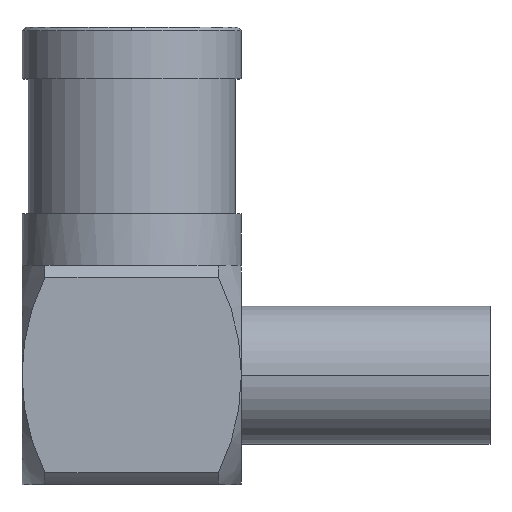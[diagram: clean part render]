
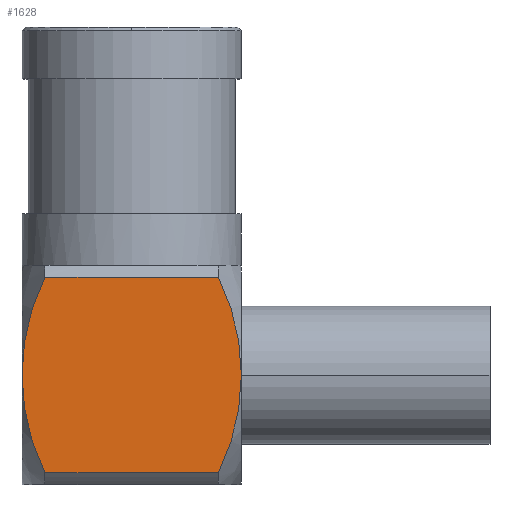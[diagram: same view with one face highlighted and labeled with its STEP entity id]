
A CAD part, top view. The second image highlights one B-rep face of the part: STEP entity #1628.
In plain terms, the highlighted planar face has unit normal (0, 0, 1).
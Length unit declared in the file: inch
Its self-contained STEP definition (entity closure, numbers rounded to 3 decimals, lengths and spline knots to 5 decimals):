
#9 = EDGE_LOOP ( 'NONE', ( #2818, #3827, #802, #2721, #2588, #1594 ) ) ;
#26 = AXIS2_PLACEMENT_3D ( 'NONE', #3074, #2687, #2193 ) ;
#227 = EDGE_CURVE ( 'NONE', #4276, #5802, #1077, .T. ) ;
#394 = LINE ( 'NONE', #2367, #5119 ) ;
#486 = AXIS2_PLACEMENT_3D ( 'NONE', #6085, #5480, #530 ) ;
#530 = DIRECTION ( 'NONE',  ( -1., 0., 0. ) ) ;
#745 = EDGE_CURVE ( 'NONE', #5802, #5445, #3807, .T. ) ;
#802 = ORIENTED_EDGE ( 'NONE', *, *, #1651, .T. ) ;
#1077 = CIRCLE ( 'NONE', #2744, 0.25 ) ;
#1291 = DIRECTION ( 'NONE',  ( 0., 0., 1. ) ) ;
#1379 = FACE_OUTER_BOUND ( 'NONE', #9, .T. ) ;
#1400 = VERTEX_POINT ( 'NONE', #3755 ) ;
#1413 = CARTESIAN_POINT ( 'NONE',  ( 0.09889, 0.11123, 0.125 ) ) ;
#1590 = VERTEX_POINT ( 'NONE', #5968 ) ;
#1594 = ORIENTED_EDGE ( 'NONE', *, *, #4769, .F. ) ;
#1628 = ADVANCED_FACE ( 'NONE', ( #1379 ), #3365, .T. ) ;
#1651 = EDGE_CURVE ( 'NONE', #3129, #4276, #5874, .T. ) ;
#1871 = DIRECTION ( 'NONE',  ( -0.896, 0.445, 0. ) ) ;
#1992 = CIRCLE ( 'NONE', #26, 0.25 ) ;
#2193 = DIRECTION ( 'NONE',  ( 1., 0., 0. ) ) ;
#2259 = CARTESIAN_POINT ( 'NONE',  ( 0.125, 0., 0.125 ) ) ;
#2367 = CARTESIAN_POINT ( 'NONE',  ( 0.09889, -0.11123, 0.125 ) ) ;
#2383 = DIRECTION ( 'NONE',  ( 0., 0., 1. ) ) ;
#2533 = CARTESIAN_POINT ( 'NONE',  ( -0.125, 0., 0.125 ) ) ;
#2588 = ORIENTED_EDGE ( 'NONE', *, *, #745, .T. ) ;
#2687 = DIRECTION ( 'NONE',  ( 0., 0., 1. ) ) ;
#2721 = ORIENTED_EDGE ( 'NONE', *, *, #227, .T. ) ;
#2744 = AXIS2_PLACEMENT_3D ( 'NONE', #2259, #1291, #1871 ) ;
#2818 = ORIENTED_EDGE ( 'NONE', *, *, #4223, .T. ) ;
#2874 = CARTESIAN_POINT ( 'NONE',  ( 0., 0., 0.125 ) ) ;
#3074 = CARTESIAN_POINT ( 'NONE',  ( -0.125, 0., 0.125 ) ) ;
#3129 = VERTEX_POINT ( 'NONE', #5698 ) ;
#3153 = CARTESIAN_POINT ( 'NONE',  ( -0.09889, 0.11123, 0.125 ) ) ;
#3186 = AXIS2_PLACEMENT_3D ( 'NONE', #2874, #2383, #4380 ) ;
#3365 = PLANE ( 'NONE',  #3186 ) ;
#3401 = DIRECTION ( 'NONE',  ( -1., 0., 0. ) ) ;
#3537 = AXIS2_PLACEMENT_3D ( 'NONE', #2533, #5010, #4528 ) ;
#3721 = CARTESIAN_POINT ( 'NONE',  ( -0.125, 0., 0.125 ) ) ;
#3755 = CARTESIAN_POINT ( 'NONE',  ( 0.09889, -0.11123, 0.125 ) ) ;
#3769 = DIRECTION ( 'NONE',  ( -1., 0., 0. ) ) ;
#3807 = CIRCLE ( 'NONE', #486, 0.25 ) ;
#3827 = ORIENTED_EDGE ( 'NONE', *, *, #4552, .T. ) ;
#4014 = VECTOR ( 'NONE', #3401, 39.37008 ) ;
#4223 = EDGE_CURVE ( 'NONE', #1400, #1590, #6033, .T. ) ;
#4276 = VERTEX_POINT ( 'NONE', #3153 ) ;
#4380 = DIRECTION ( 'NONE',  ( 1., 0., 0. ) ) ;
#4528 = DIRECTION ( 'NONE',  ( 0.896, -0.445, 0. ) ) ;
#4552 = EDGE_CURVE ( 'NONE', #1590, #3129, #1992, .T. ) ;
#4769 = EDGE_CURVE ( 'NONE', #1400, #5445, #394, .T. ) ;
#4804 = CARTESIAN_POINT ( 'NONE',  ( -0.09889, -0.11123, 0.125 ) ) ;
#5010 = DIRECTION ( 'NONE',  ( 0., 0., 1. ) ) ;
#5119 = VECTOR ( 'NONE', #3769, 39.37008 ) ;
#5445 = VERTEX_POINT ( 'NONE', #4804 ) ;
#5480 = DIRECTION ( 'NONE',  ( 0., 0., 1. ) ) ;
#5698 = CARTESIAN_POINT ( 'NONE',  ( 0.09889, 0.11123, 0.125 ) ) ;
#5802 = VERTEX_POINT ( 'NONE', #3721 ) ;
#5874 = LINE ( 'NONE', #1413, #4014 ) ;
#5968 = CARTESIAN_POINT ( 'NONE',  ( 0.125, 0., 0.125 ) ) ;
#6033 = CIRCLE ( 'NONE', #3537, 0.25 ) ;
#6085 = CARTESIAN_POINT ( 'NONE',  ( 0.125, 0., 0.125 ) ) ;
